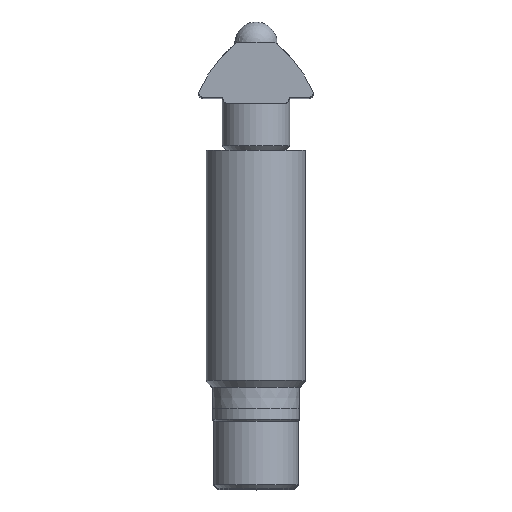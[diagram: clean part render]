
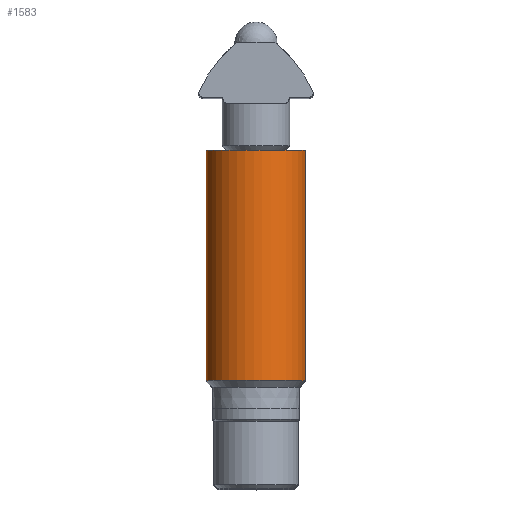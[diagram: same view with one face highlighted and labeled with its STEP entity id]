
A CAD part, top view. The second image highlights one B-rep face of the part: STEP entity #1583.
In plain terms, the highlighted cylindrical face has radius 5.875 mm (diameter 11.75 mm), a full revolution.
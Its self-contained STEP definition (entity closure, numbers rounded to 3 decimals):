
#136=CYLINDRICAL_SURFACE('',#1847,5.875);
#220=FACE_OUTER_BOUND('',#309,.T.);
#309=EDGE_LOOP('',(#1475,#1476,#1477,#1478,#1479,#1480));
#438=LINE('',#3052,#544);
#544=VECTOR('',#2346,5.875);
#623=CIRCLE('',#1823,5.875);
#624=CIRCLE('',#1824,5.875);
#638=CIRCLE('',#1843,5.875);
#639=CIRCLE('',#1844,5.875);
#781=VERTEX_POINT('',#3010);
#782=VERTEX_POINT('',#3011);
#790=VERTEX_POINT('',#3042);
#791=VERTEX_POINT('',#3043);
#1000=EDGE_CURVE('',#781,#782,#623,.T.);
#1001=EDGE_CURVE('',#782,#781,#624,.T.);
#1018=EDGE_CURVE('',#790,#791,#638,.T.);
#1019=EDGE_CURVE('',#791,#790,#639,.T.);
#1023=EDGE_CURVE('',#782,#791,#438,.T.);
#1475=ORIENTED_EDGE('',*,*,#1000,.F.);
#1476=ORIENTED_EDGE('',*,*,#1001,.F.);
#1477=ORIENTED_EDGE('',*,*,#1023,.T.);
#1478=ORIENTED_EDGE('',*,*,#1019,.T.);
#1479=ORIENTED_EDGE('',*,*,#1018,.T.);
#1480=ORIENTED_EDGE('',*,*,#1023,.F.);
#1583=ADVANCED_FACE('',(#220),#136,.T.);
#1823=AXIS2_PLACEMENT_3D('',#3012,#2292,#2293);
#1824=AXIS2_PLACEMENT_3D('',#3013,#2294,#2295);
#1843=AXIS2_PLACEMENT_3D('',#3044,#2335,#2336);
#1844=AXIS2_PLACEMENT_3D('',#3045,#2337,#2338);
#1847=AXIS2_PLACEMENT_3D('',#3051,#2344,#2345);
#2292=DIRECTION('center_axis',(0.,-1.,0.));
#2293=DIRECTION('ref_axis',(1.,0.,0.));
#2294=DIRECTION('center_axis',(0.,-1.,0.));
#2295=DIRECTION('ref_axis',(1.,0.,0.));
#2335=DIRECTION('center_axis',(0.,-1.,0.));
#2336=DIRECTION('ref_axis',(1.,0.,0.));
#2337=DIRECTION('center_axis',(0.,-1.,0.));
#2338=DIRECTION('ref_axis',(1.,0.,0.));
#2344=DIRECTION('center_axis',(0.,-1.,0.));
#2345=DIRECTION('ref_axis',(1.,0.,0.));
#2346=DIRECTION('',(0.,1.,0.));
#3010=CARTESIAN_POINT('',(-12.231,-4.523,0.));
#3011=CARTESIAN_POINT('',(-23.981,-4.523,0.));
#3012=CARTESIAN_POINT('Origin',(-18.106,-4.523,0.));
#3013=CARTESIAN_POINT('Origin',(-18.106,-4.523,0.));
#3042=CARTESIAN_POINT('',(-12.231,22.677,0.));
#3043=CARTESIAN_POINT('',(-23.981,22.677,0.));
#3044=CARTESIAN_POINT('Origin',(-18.106,22.677,0.));
#3045=CARTESIAN_POINT('Origin',(-18.106,22.677,0.));
#3051=CARTESIAN_POINT('Origin',(-18.106,9.077,0.));
#3052=CARTESIAN_POINT('',(-23.981,9.077,0.));
